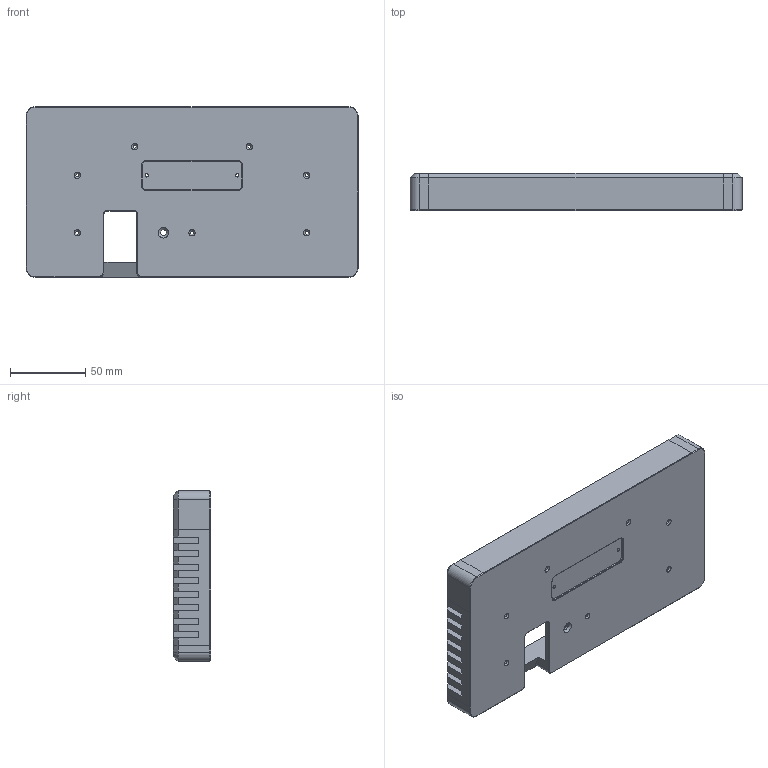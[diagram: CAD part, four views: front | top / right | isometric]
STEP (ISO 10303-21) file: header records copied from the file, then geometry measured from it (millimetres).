
FILE_DESCRIPTION(/* description */ (''),/* implementation_level */ '2;1');
FILE_NAME(/* name */ 'Thermo.step',/* time_stamp */ '2021-11-27T21:52:07+02:00',/* author */ (''),/* organization */ (''),/* preprocessor_version */ 'ST-DEVELOPER v18.1',/* originating_system */ 'Autodesk Translation Framework v10.10.0.1391',/* authorisation */ '');
FILE_SCHEMA (('AUTOMOTIVE_DESIGN { 1 0 10303 214 3 1 1 }'));
Length unit declared in the file: millimetre
Products named in the file (1): Thermal case bigger cutouts
Bounding box: 220.5 x 24.58 x 113.25 mm (x, y, z)
Volume: 220282.4 mm3; surface area: 79431 mm2
Topology: 1 solids, 1 shells, 205 faces, 546 edges, 343 vertices
Faces by surface type: plane 143, cone 32, cylinder 30
Full cylindrical faces by diameter (mm): 2.2 x9, 4 x1
Entity records: 6332 total; most frequent: CARTESIAN_POINT 1095, ORIENTED_EDGE 1092, DIRECTION 1050, EDGE_CURVE 546, LINE 454, VECTOR 454, VERTEX_POINT 343, AXIS2_PLACEMENT_3D 298
